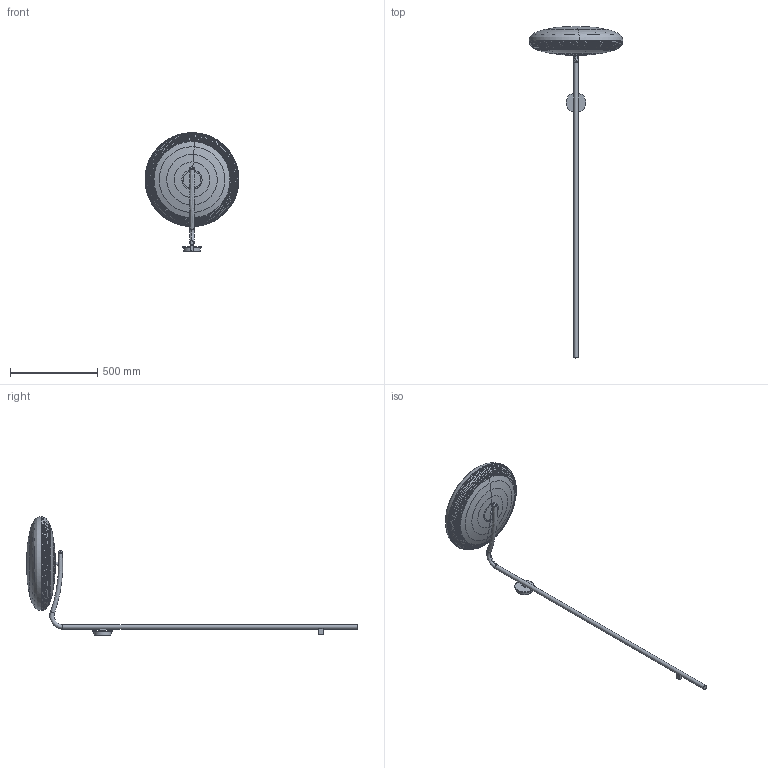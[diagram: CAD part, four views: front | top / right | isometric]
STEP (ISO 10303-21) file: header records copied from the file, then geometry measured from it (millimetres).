
FILE_DESCRIPTION(/* description */ (''),/* implementation_level */ '2;1');
FILE_NAME(/* name */ 'Model 2065 Wall',/* time_stamp */ '2022-09-15T11:54:08+02:00',/* author */ (''),/* organization */ (''),/* preprocessor_version */ 'ST-DEVELOPER v16.5',/* originating_system */ '',/* authorisation */ '');
FILE_SCHEMA (('AUTOMOTIVE_DESIGN'));
Length unit declared in the file: millimetre
Products named in the file (1): Document
Bounding box: 537.93 x 1900.19 x 679.26 mm (x, y, z)
Volume: 27922407.5 mm3; surface area: 1253704.9 mm2
Topology: 16 solids, 16 shells, 185 faces, 360 edges, 215 vertices
Faces by surface type: bspline 88, plane 69, cylinder 28
Full cylindrical faces by diameter (mm): 25 x1, 95 x1
Entity records: 10065 total; most frequent: CARTESIAN_POINT 7580, ORIENTED_EDGE 718, EDGE_CURVE 359, VERTEX_POINT 215, EDGE_LOOP 194, ADVANCED_FACE 185, FACE_OUTER_BOUND 185, B_SPLINE_CURVE_WITH_KNOTS 129
